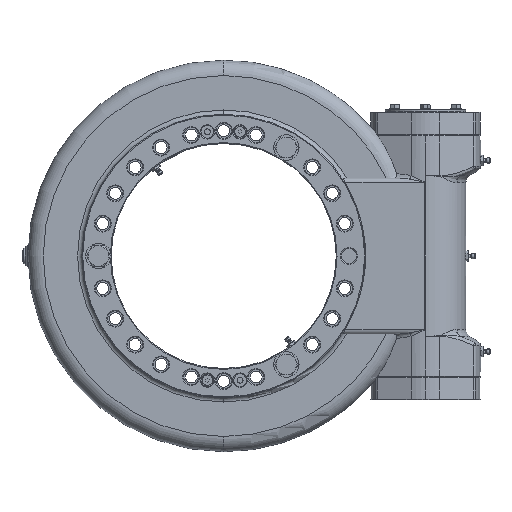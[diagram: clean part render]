
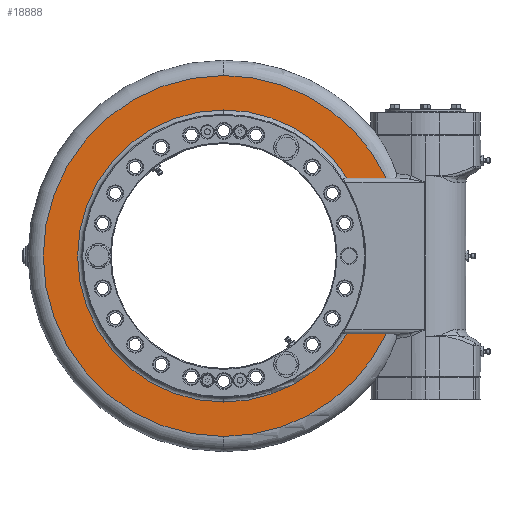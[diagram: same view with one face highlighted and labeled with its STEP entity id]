
A CAD part, left-side view. The second image highlights one B-rep face of the part: STEP entity #18888.
In plain terms, the highlighted planar face has unit normal (-1, 0, 0).
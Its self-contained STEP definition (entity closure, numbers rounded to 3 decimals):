
#466 = AXIS2_PLACEMENT_3D ( 'NONE', #25294, #5675, #40386 ) ;
#798 = CARTESIAN_POINT ( 'NONE',  ( -43.5, -191.72, -91.649 ) ) ;
#1031 = VERTEX_POINT ( 'NONE', #19177 ) ;
#1598 = ORIENTED_EDGE ( 'NONE', *, *, #4390, .T. ) ;
#1751 = VERTEX_POINT ( 'NONE', #46566 ) ;
#1982 = CIRCLE ( 'NONE', #466, 172. ) ;
#2109 = CARTESIAN_POINT ( 'NONE',  ( -43.5, 0., 0. ) ) ;
#2442 = CARTESIAN_POINT ( 'NONE',  ( -43.5, 0., 0. ) ) ;
#4012 = VERTEX_POINT ( 'NONE', #15037 ) ;
#4186 = PLANE ( 'NONE',  #32215 ) ;
#4390 = EDGE_CURVE ( 'NONE', #4012, #1031, #45893, .T. ) ;
#4558 = ORIENTED_EDGE ( 'NONE', *, *, #17276, .T. ) ;
#4639 = DIRECTION ( 'NONE',  ( -1., 0., 0. ) ) ;
#5390 = DIRECTION ( 'NONE',  ( 0., 0., 1. ) ) ;
#5675 = DIRECTION ( 'NONE',  ( -1., 0., 0. ) ) ;
#6429 = DIRECTION ( 'NONE',  ( -1., 0., 0. ) ) ;
#7108 = CARTESIAN_POINT ( 'NONE',  ( -43.5, -145.549, 91.649 ) ) ;
#7577 = ORIENTED_EDGE ( 'NONE', *, *, #17119, .T. ) ;
#7698 = CARTESIAN_POINT ( 'NONE',  ( -43.5, 0., 172. ) ) ;
#8011 = DIRECTION ( 'NONE',  ( 1., 0., 0. ) ) ;
#9085 = ORIENTED_EDGE ( 'NONE', *, *, #29770, .T. ) ;
#9697 = AXIS2_PLACEMENT_3D ( 'NONE', #2109, #48238, #44203 ) ;
#9799 = AXIS2_PLACEMENT_3D ( 'NONE', #44538, #6429, #40314 ) ;
#10478 = DIRECTION ( 'NONE',  ( 0., -1., 0. ) ) ;
#11011 = VERTEX_POINT ( 'NONE', #27275 ) ;
#12371 = ORIENTED_EDGE ( 'NONE', *, *, #44984, .T. ) ;
#12463 = ORIENTED_EDGE ( 'NONE', *, *, #33425, .F. ) ;
#12779 = DIRECTION ( 'NONE',  ( 0., 1., 0. ) ) ;
#12860 = CIRCLE ( 'NONE', #36522, 212.5 ) ;
#12933 = EDGE_CURVE ( 'NONE', #4012, #33838, #16102, .T. ) ;
#13568 = ORIENTED_EDGE ( 'NONE', *, *, #12933, .F. ) ;
#13615 = VECTOR ( 'NONE', #12779, 1000. ) ;
#13911 = AXIS2_PLACEMENT_3D ( 'NONE', #20364, #31886, #5390 ) ;
#15037 = CARTESIAN_POINT ( 'NONE',  ( -43.5, -145.549, 91.649 ) ) ;
#15288 = CARTESIAN_POINT ( 'NONE',  ( -43.5, -145.549, -91.649 ) ) ;
#15363 = VECTOR ( 'NONE', #10478, 1000. ) ;
#16102 = CIRCLE ( 'NONE', #13911, 172. ) ;
#16840 = EDGE_LOOP ( 'NONE', ( #13568, #1598, #4558, #9085, #12371, #7577, #12463, #37423 ) ) ;
#17119 = EDGE_CURVE ( 'NONE', #17724, #27090, #47099, .T. ) ;
#17276 = EDGE_CURVE ( 'NONE', #1031, #24157, #36874, .T. ) ;
#17724 = VERTEX_POINT ( 'NONE', #28546 ) ;
#18100 = DIRECTION ( 'NONE',  ( 0., 0., 1. ) ) ;
#18127 = CIRCLE ( 'NONE', #9799, 212.5 ) ;
#18888 = ADVANCED_FACE ( 'NONE', ( #44269 ), #4186, .F. ) ;
#19177 = CARTESIAN_POINT ( 'NONE',  ( -43.5, -191.72, 91.649 ) ) ;
#20364 = CARTESIAN_POINT ( 'NONE',  ( -43.5, 0., 0. ) ) ;
#20992 = CARTESIAN_POINT ( 'NONE',  ( -43.5, 0., 212.5 ) ) ;
#22175 = AXIS2_PLACEMENT_3D ( 'NONE', #2442, #44696, #18100 ) ;
#24157 = VERTEX_POINT ( 'NONE', #20992 ) ;
#24266 = DIRECTION ( 'NONE',  ( 0., 0., 1. ) ) ;
#24513 = CIRCLE ( 'NONE', #9697, 172. ) ;
#25294 = CARTESIAN_POINT ( 'NONE',  ( -43.5, 0., 0. ) ) ;
#27090 = VERTEX_POINT ( 'NONE', #15288 ) ;
#27275 = CARTESIAN_POINT ( 'NONE',  ( -43.5, 0., -172. ) ) ;
#28546 = CARTESIAN_POINT ( 'NONE',  ( -43.5, -191.72, -91.649 ) ) ;
#28762 = EDGE_CURVE ( 'NONE', #33838, #11011, #1982, .T. ) ;
#29770 = EDGE_CURVE ( 'NONE', #24157, #1751, #18127, .T. ) ;
#31886 = DIRECTION ( 'NONE',  ( -1., 0., 0. ) ) ;
#32215 = AXIS2_PLACEMENT_3D ( 'NONE', #38896, #8011, #46626 ) ;
#33425 = EDGE_CURVE ( 'NONE', #11011, #27090, #24513, .T. ) ;
#33838 = VERTEX_POINT ( 'NONE', #7698 ) ;
#36522 = AXIS2_PLACEMENT_3D ( 'NONE', #42883, #4639, #24266 ) ;
#36874 = CIRCLE ( 'NONE', #22175, 212.5 ) ;
#37423 = ORIENTED_EDGE ( 'NONE', *, *, #28762, .F. ) ;
#38896 = CARTESIAN_POINT ( 'NONE',  ( -43.5, 172., 0. ) ) ;
#40314 = DIRECTION ( 'NONE',  ( 0., 0., 1. ) ) ;
#40386 = DIRECTION ( 'NONE',  ( 0., 0., 1. ) ) ;
#42883 = CARTESIAN_POINT ( 'NONE',  ( -43.5, 0., 0. ) ) ;
#44203 = DIRECTION ( 'NONE',  ( 0., 0., 1. ) ) ;
#44269 = FACE_OUTER_BOUND ( 'NONE', #16840, .T. ) ;
#44538 = CARTESIAN_POINT ( 'NONE',  ( -43.5, 0., 0. ) ) ;
#44696 = DIRECTION ( 'NONE',  ( -1., 0., 0. ) ) ;
#44984 = EDGE_CURVE ( 'NONE', #1751, #17724, #12860, .T. ) ;
#45893 = LINE ( 'NONE', #7108, #15363 ) ;
#46566 = CARTESIAN_POINT ( 'NONE',  ( -43.5, 0., -212.5 ) ) ;
#46626 = DIRECTION ( 'NONE',  ( 0., 0., -1. ) ) ;
#47099 = LINE ( 'NONE', #798, #13615 ) ;
#48238 = DIRECTION ( 'NONE',  ( -1., 0., 0. ) ) ;
